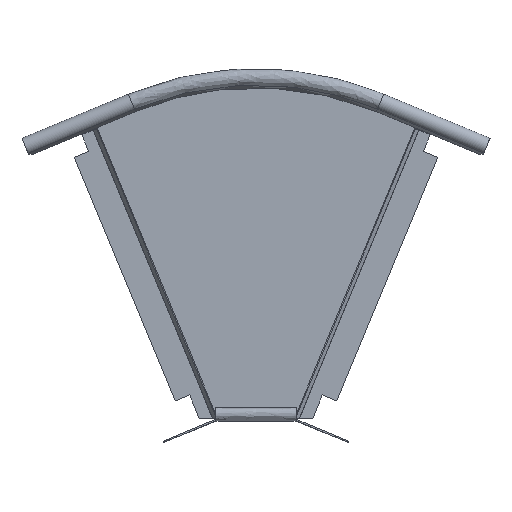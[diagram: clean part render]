
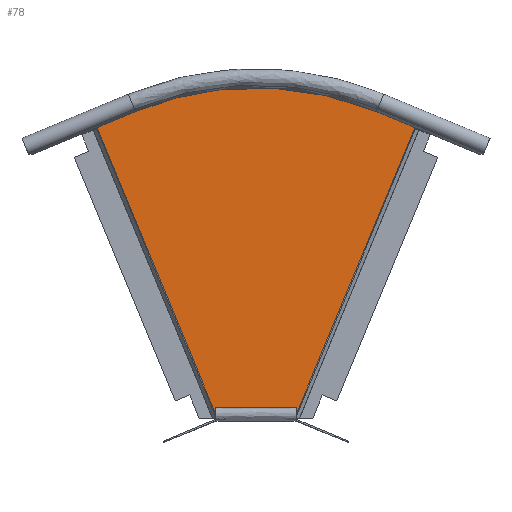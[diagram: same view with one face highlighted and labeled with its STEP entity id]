
A CAD part, top view. The second image highlights one B-rep face of the part: STEP entity #78.
In plain terms, the highlighted planar face has unit normal (0, 0, 1).
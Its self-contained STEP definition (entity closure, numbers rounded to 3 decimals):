
#78=ADVANCED_FACE('',(#222),#2092,.T.);
#222=FACE_OUTER_BOUND('',#366,.T.);
#366=EDGE_LOOP('',(#697,#698,#699,#700,#701,#702,#703,#704,#705,#706,#707));
#697=ORIENTED_EDGE('',*,*,#1264,.F.);
#698=ORIENTED_EDGE('',*,*,#1314,.T.);
#699=ORIENTED_EDGE('',*,*,#1316,.T.);
#700=ORIENTED_EDGE('',*,*,#1319,.F.);
#701=ORIENTED_EDGE('',*,*,#1268,.F.);
#702=ORIENTED_EDGE('',*,*,#1269,.F.);
#703=ORIENTED_EDGE('',*,*,#1356,.F.);
#704=ORIENTED_EDGE('',*,*,#1353,.T.);
#705=ORIENTED_EDGE('',*,*,#1350,.T.);
#706=ORIENTED_EDGE('',*,*,#1232,.T.);
#707=ORIENTED_EDGE('',*,*,#1348,.T.);
#1232=EDGE_CURVE('',#1887,#1888,#1780,.T.);
#1264=EDGE_CURVE('',#1919,#1920,#1798,.T.);
#1268=EDGE_CURVE('',#1956,#1955,#1802,.T.);
#1269=EDGE_CURVE('',#1958,#1956,#1803,.T.);
#1314=EDGE_CURVE('',#1919,#1929,#1598,.T.);
#1316=EDGE_CURVE('',#1929,#1928,#1600,.T.);
#1319=EDGE_CURVE('',#1955,#1928,#1603,.T.);
#1348=EDGE_CURVE('',#1888,#1920,#1631,.T.);
#1350=EDGE_CURVE('',#1926,#1887,#1633,.T.);
#1353=EDGE_CURVE('',#1927,#1926,#1636,.T.);
#1356=EDGE_CURVE('',#1927,#1958,#1639,.T.);
#1598=B_SPLINE_CURVE_WITH_KNOTS('',1,(#3677,#3678),.UNSPECIFIED.,.F.,.F.,
(2,2),(-0.917,0.),.UNSPECIFIED.);
#1600=B_SPLINE_CURVE_WITH_KNOTS('',1,(#3681,#3682),.UNSPECIFIED.,.F.,.F.,
(2,2),(-15.,0.),.UNSPECIFIED.);
#1603=B_SPLINE_CURVE_WITH_KNOTS('',1,(#3687,#3688),.UNSPECIFIED.,.F.,.F.,
(2,2),(0.,36.3),.UNSPECIFIED.);
#1631=B_SPLINE_CURVE_WITH_KNOTS('',1,(#3758,#3759),.UNSPECIFIED.,.F.,.F.,
(2,2),(0.,69.042),.UNSPECIFIED.);
#1633=B_SPLINE_CURVE_WITH_KNOTS('',1,(#3762,#3763),.UNSPECIFIED.,.F.,.F.,
(2,2),(0.,0.917),.UNSPECIFIED.);
#1636=B_SPLINE_CURVE_WITH_KNOTS('',1,(#3768,#3769),.UNSPECIFIED.,.F.,.F.,
(2,2),(0.,15.),.UNSPECIFIED.);
#1639=B_SPLINE_CURVE_WITH_KNOTS('',1,(#3774,#3775),.UNSPECIFIED.,.F.,.F.,
(2,2),(-36.3,0.),.UNSPECIFIED.);
#1780=(
BOUNDED_CURVE()
B_SPLINE_CURVE(1,(#3481,#3482),.UNSPECIFIED.,.F.,.F.)
B_SPLINE_CURVE_WITH_KNOTS((2,2),(0.,280.636),.UNSPECIFIED.)
CURVE()
GEOMETRIC_REPRESENTATION_ITEM()
RATIONAL_B_SPLINE_CURVE((1.,1.))
REPRESENTATION_ITEM('')
);
#1798=(
BOUNDED_CURVE()
B_SPLINE_CURVE(1,(#3555,#3556),.UNSPECIFIED.,.F.,.F.)
B_SPLINE_CURVE_WITH_KNOTS((2,2),(0.,280.636),.UNSPECIFIED.)
CURVE()
GEOMETRIC_REPRESENTATION_ITEM()
RATIONAL_B_SPLINE_CURVE((1.,1.))
REPRESENTATION_ITEM('')
);
#1802=(
BOUNDED_CURVE()
B_SPLINE_CURVE(2,(#3566,#3567,#3568),.UNSPECIFIED.,.F.,.F.)
B_SPLINE_CURVE_WITH_KNOTS((3,3),(-1938.111,-1821.874),
 .UNSPECIFIED.)
CURVE()
GEOMETRIC_REPRESENTATION_ITEM()
RATIONAL_B_SPLINE_CURVE((1.,0.981,1.))
REPRESENTATION_ITEM('')
);
#1803=(
BOUNDED_CURVE()
B_SPLINE_CURVE(2,(#3569,#3570,#3571),.UNSPECIFIED.,.F.,.F.)
B_SPLINE_CURVE_WITH_KNOTS((3,3),(-2054.347,-1938.111),
 .UNSPECIFIED.)
CURVE()
GEOMETRIC_REPRESENTATION_ITEM()
RATIONAL_B_SPLINE_CURVE((1.,0.981,1.))
REPRESENTATION_ITEM('')
);
#1887=VERTEX_POINT('',#3385);
#1888=VERTEX_POINT('',#3386);
#1919=VERTEX_POINT('',#3417);
#1920=VERTEX_POINT('',#3418);
#1926=VERTEX_POINT('',#3424);
#1927=VERTEX_POINT('',#3425);
#1928=VERTEX_POINT('',#3426);
#1929=VERTEX_POINT('',#3427);
#1955=VERTEX_POINT('',#3453);
#1956=VERTEX_POINT('',#3454);
#1958=VERTEX_POINT('',#3456);
#2092=PLANE('',#2373);
#2373=AXIS2_PLACEMENT_3D('',#3248,#2483,$);
#2483=DIRECTION('',(0.,0.,1.));
#3248=CARTESIAN_POINT('',(-32.24,-127.444,4.5));
#3385=CARTESIAN_POINT('',(-24.411,134.929,4.5));
#3386=CARTESIAN_POINT('',(82.984,-124.344,4.5));
#3417=CARTESIAN_POINT('',(259.421,134.929,4.5));
#3418=CARTESIAN_POINT('',(152.026,-124.344,4.5));
#3424=CARTESIAN_POINT('',(-23.563,135.28,4.5));
#3425=CARTESIAN_POINT('',(-29.303,149.139,4.5));
#3426=CARTESIAN_POINT('',(264.314,149.139,4.5));
#3427=CARTESIAN_POINT('',(258.574,135.28,4.5));
#3453=CARTESIAN_POINT('',(230.777,163.03,4.5));
#3454=CARTESIAN_POINT('',(117.505,185.562,4.5));
#3456=CARTESIAN_POINT('',(4.233,163.03,4.5));
#3481=CARTESIAN_POINT('',(-24.411,134.929,4.5));
#3482=CARTESIAN_POINT('',(82.984,-124.344,4.5));
#3555=CARTESIAN_POINT('',(259.421,134.929,4.5));
#3556=CARTESIAN_POINT('',(152.026,-124.344,4.5));
#3566=CARTESIAN_POINT('',(117.505,185.562,4.5));
#3567=CARTESIAN_POINT('',(176.382,185.561,4.5));
#3568=CARTESIAN_POINT('',(230.777,163.03,4.5));
#3569=CARTESIAN_POINT('',(4.233,163.03,4.5));
#3570=CARTESIAN_POINT('',(58.628,185.561,4.5));
#3571=CARTESIAN_POINT('',(117.505,185.562,4.5));
#3677=CARTESIAN_POINT('',(259.421,134.929,4.5));
#3678=CARTESIAN_POINT('',(258.574,135.28,4.5));
#3681=CARTESIAN_POINT('',(258.574,135.28,4.5));
#3682=CARTESIAN_POINT('',(264.314,149.139,4.5));
#3687=CARTESIAN_POINT('',(230.777,163.03,4.5));
#3688=CARTESIAN_POINT('',(264.314,149.139,4.5));
#3758=CARTESIAN_POINT('',(82.984,-124.344,4.5));
#3759=CARTESIAN_POINT('',(152.026,-124.344,4.5));
#3762=CARTESIAN_POINT('',(-23.563,135.28,4.5));
#3763=CARTESIAN_POINT('',(-24.411,134.929,4.5));
#3768=CARTESIAN_POINT('',(-29.303,149.139,4.5));
#3769=CARTESIAN_POINT('',(-23.563,135.28,4.5));
#3774=CARTESIAN_POINT('',(-29.303,149.139,4.5));
#3775=CARTESIAN_POINT('',(4.233,163.03,4.5));
